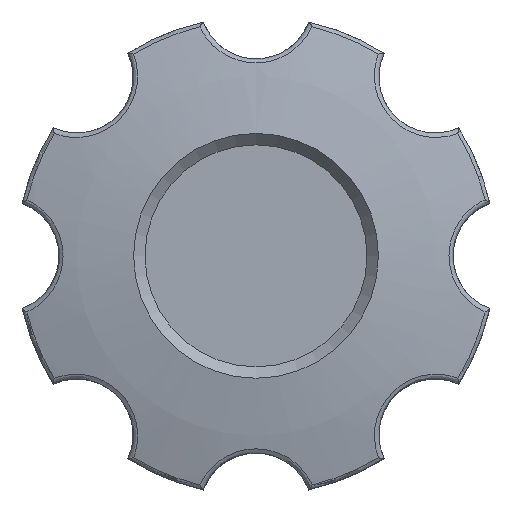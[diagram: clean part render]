
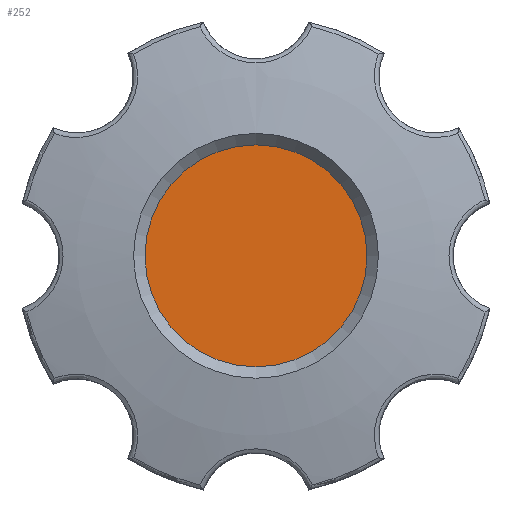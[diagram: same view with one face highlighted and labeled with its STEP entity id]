
A CAD part, top view. The second image highlights one B-rep face of the part: STEP entity #252.
In plain terms, the highlighted planar face has unit normal (0, 0, 1).
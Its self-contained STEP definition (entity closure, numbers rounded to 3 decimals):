
#252 = ADVANCED_FACE( '', ( #521 ), #522, .F. );
#521 = FACE_OUTER_BOUND( '', #3291, .T. );
#522 = PLANE( '', #3292 );
#3291 = EDGE_LOOP( '', ( #3955 ) );
#3292 = AXIS2_PLACEMENT_3D( '', #3956, #3957, #3958 );
#3955 = ORIENTED_EDGE( '', *, *, #4313, .T. );
#3956 = CARTESIAN_POINT( '', ( 0., 10.416, 25.107 ) );
#3957 = DIRECTION( '', ( 0., 0., -1. ) );
#3958 = DIRECTION( '', ( 0., 1., 0. ) );
#4313 = EDGE_CURVE( '', #4730, #4730, #4731, .T. );
#4730 = VERTEX_POINT( '', #7382 );
#4731 = CIRCLE( '', #7383, 10.416 );
#7382 = CARTESIAN_POINT( '', ( 0., -10.416, 25.107 ) );
#7383 = AXIS2_PLACEMENT_3D( '', #7668, #7669, #7670 );
#7668 = CARTESIAN_POINT( '', ( 0., 0., 25.107 ) );
#7669 = DIRECTION( '', ( 0., 0., 1. ) );
#7670 = DIRECTION( '', ( 0., -1., 0. ) );
